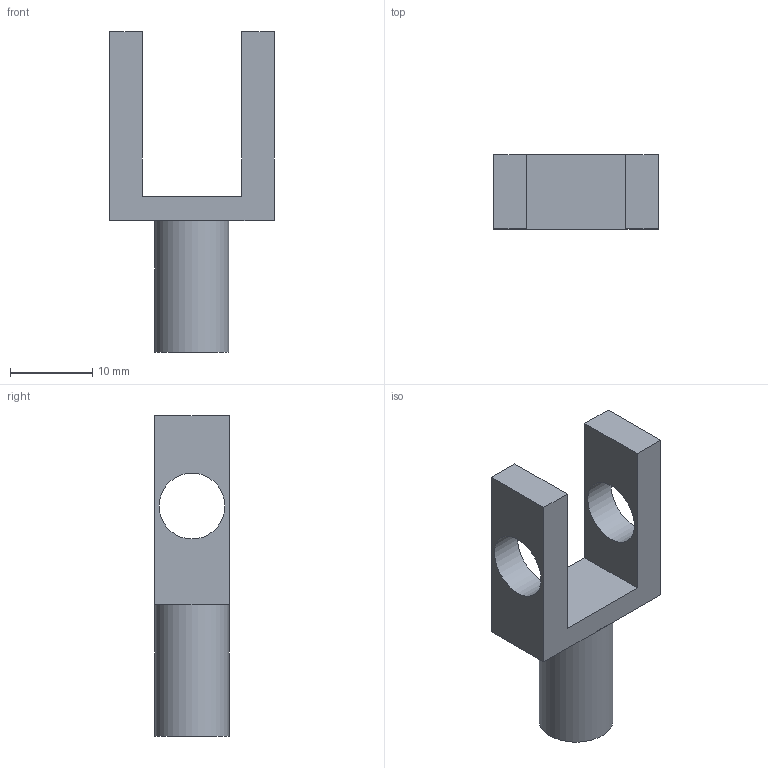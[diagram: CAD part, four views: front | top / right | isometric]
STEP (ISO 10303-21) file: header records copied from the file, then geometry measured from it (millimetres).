
FILE_DESCRIPTION(/* description */ (''),/* implementation_level */ '2;1');
FILE_NAME(/* name */ 'Connector_ipt_36eddc9b.STEP',/* time_stamp */ '2021-10-31T16:32:31+02:00',/* author */ ('Mohamed Teleb'),/* organization */ (''),/* preprocessor_version */ 'ST-DEVELOPER v17',/* originating_system */ 'Autodesk Inventor 2019',/* authorisation */ '');
FILE_SCHEMA (('AUTOMOTIVE_DESIGN { 1 0 10303 214 3 1 1 }'));
Length unit declared in the file: millimetre
Products named in the file (1): Connector
Bounding box: 20.04 x 9 x 39 mm (x, y, z)
Volume: 2215.6 mm3; surface area: 2303.5 mm2
Topology: 1 solids, 1 shells, 19 faces, 46 edges, 30 vertices
Faces by surface type: plane 15, cylinder 4
Full cylindrical faces by diameter (mm): 5.5 x1, 8 x2, 9 x1
Entity records: 601 total; most frequent: DIRECTION 96, CARTESIAN_POINT 96, ORIENTED_EDGE 92, EDGE_CURVE 46, LINE 36, VECTOR 36, VERTEX_POINT 30, AXIS2_PLACEMENT_3D 30
